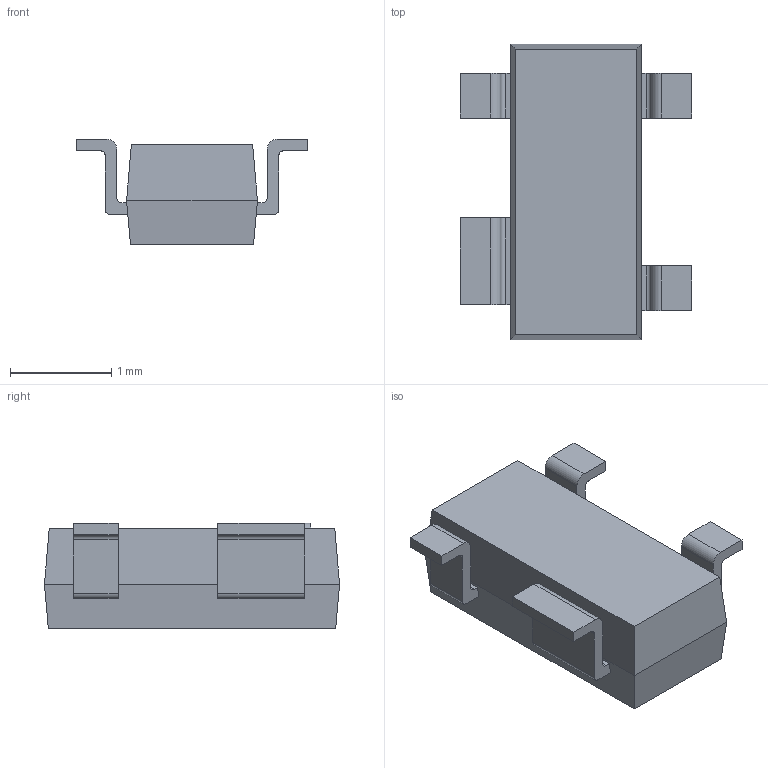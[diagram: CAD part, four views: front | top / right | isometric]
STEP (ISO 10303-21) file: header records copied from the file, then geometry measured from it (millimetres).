
FILE_DESCRIPTION((''),'2;1');
FILE_NAME('CD143A-SR05LC','2012-07-20T',('ryans'),('Bourns, Inc.'),'PRO/ENGINEER BY PARAMETRIC TECHNOLOGY CORPORATION, 2010100','PRO/ENGINEER BY PARAMETRIC TECHNOLOGY CORPORATION, 2010100','');
FILE_SCHEMA(('CONFIG_CONTROL_DESIGN'));
Length unit declared in the file: millimetre
Products named in the file (1): CD143A-SR05LC
Bounding box: 2.29 x 2.92 x 1.05 mm (x, y, z)
Volume: 3.8 mm3; surface area: 20.8 mm2
Topology: 1 solids, 1 shells, 62 faces, 168 edges, 112 vertices
Faces by surface type: plane 46, cylinder 16
Entity records: 1982 total; most frequent: CARTESIAN_POINT 342, ORIENTED_EDGE 336, DIRECTION 324, EDGE_CURVE 168, VECTOR 136, LINE 136, VERTEX_POINT 112, AXIS2_PLACEMENT_3D 94
